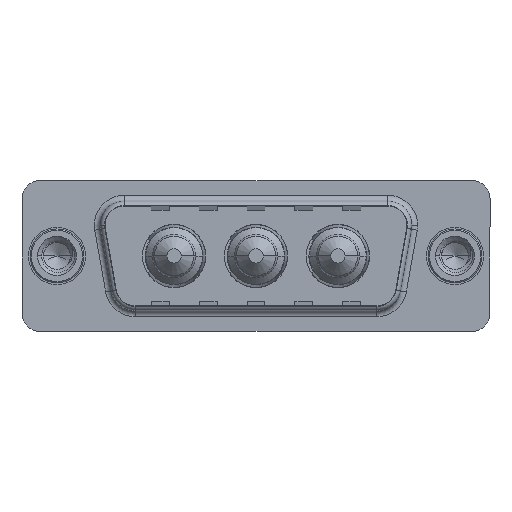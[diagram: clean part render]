
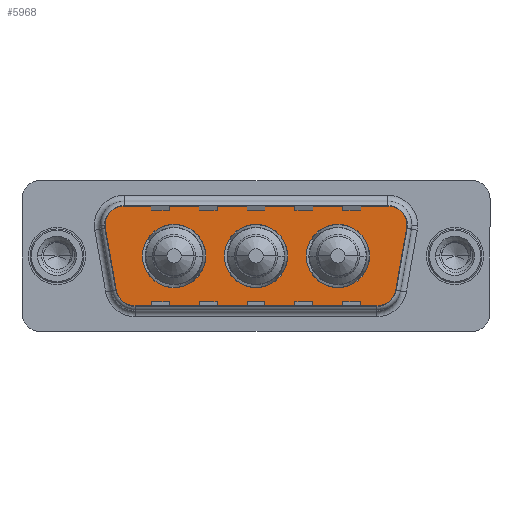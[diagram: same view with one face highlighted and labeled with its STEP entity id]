
A CAD part, top view. The second image highlights one B-rep face of the part: STEP entity #5968.
In plain terms, the highlighted planar face has unit normal (0, 0, 1).
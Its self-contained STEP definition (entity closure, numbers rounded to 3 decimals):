
#5 = CIRCLE ( 'NONE', #8006, 2.65 ) ;
#33 = EDGE_LOOP ( 'NONE', ( #6480, #5598 ) ) ;
#39 = CARTESIAN_POINT ( 'NONE',  ( 9.8, 0., 0. ) ) ;
#143 = CARTESIAN_POINT ( 'NONE',  ( 3.441, 2.553, 0. ) ) ;
#185 = FACE_BOUND ( 'NONE', #2200, .T. ) ;
#324 = DIRECTION ( 'NONE',  ( 0., 0., 1. ) ) ;
#376 = ORIENTED_EDGE ( 'NONE', *, *, #9736, .T. ) ;
#387 = ORIENTED_EDGE ( 'NONE', *, *, #4142, .T. ) ;
#528 = CARTESIAN_POINT ( 'NONE',  ( 9.8, 0., 0. ) ) ;
#531 = VERTEX_POINT ( 'NONE', #3345 ) ;
#701 = VERTEX_POINT ( 'NONE', #4441 ) ;
#735 = CARTESIAN_POINT ( 'NONE',  ( 26.15, 0., 0. ) ) ;
#829 = ORIENTED_EDGE ( 'NONE', *, *, #8160, .T. ) ;
#939 = DIRECTION ( 'NONE',  ( 0., 0., 1. ) ) ;
#1112 = EDGE_CURVE ( 'NONE', #12416, #3910, #6067, .T. ) ;
#1319 = AXIS2_PLACEMENT_3D ( 'NONE', #2236, #10451, #13166 ) ;
#1345 = VECTOR ( 'NONE', #12383, 1000. ) ;
#1491 = DIRECTION ( 'NONE',  ( 1., 0., 0. ) ) ;
#1673 = ORIENTED_EDGE ( 'NONE', *, *, #6276, .F. ) ;
#1762 = LINE ( 'NONE', #7569, #9661 ) ;
#1859 = VERTEX_POINT ( 'NONE', #2709 ) ;
#2062 = DIRECTION ( 'NONE',  ( 1., 0., 0. ) ) ;
#2074 = CARTESIAN_POINT ( 'NONE',  ( 29.859, 2.553, 0. ) ) ;
#2159 = DIRECTION ( 'NONE',  ( 0., 0., 1. ) ) ;
#2185 = CIRCLE ( 'NONE', #6981, 2. ) ;
#2200 = EDGE_LOOP ( 'NONE', ( #7475, #12422 ) ) ;
#2236 = CARTESIAN_POINT ( 'NONE',  ( 23.5, 0., 0. ) ) ;
#2305 = EDGE_CURVE ( 'NONE', #10078, #531, #1762, .T. ) ;
#2539 = VERTEX_POINT ( 'NONE', #8633 ) ;
#2572 = AXIS2_PLACEMENT_3D ( 'NONE', #10762, #4461, #11783 ) ;
#2643 = CIRCLE ( 'NONE', #8882, 2. ) ;
#2658 = ORIENTED_EDGE ( 'NONE', *, *, #2305, .T. ) ;
#2707 = EDGE_CURVE ( 'NONE', #3791, #1859, #6023, .T. ) ;
#2709 = CARTESIAN_POINT ( 'NONE',  ( 20.85, 0., 0. ) ) ;
#2732 = AXIS2_PLACEMENT_3D ( 'NONE', #39, #10854, #11839 ) ;
#2796 = ORIENTED_EDGE ( 'NONE', *, *, #1112, .T. ) ;
#2880 = CARTESIAN_POINT ( 'NONE',  ( 27.889, 2.9, 0. ) ) ;
#2901 = CARTESIAN_POINT ( 'NONE',  ( 19.3, 0., 0. ) ) ;
#2925 = DIRECTION ( 'NONE',  ( 0.174, 0.985, 0. ) ) ;
#2951 = DIRECTION ( 'NONE',  ( -1., 0., 0. ) ) ;
#2993 = DIRECTION ( 'NONE',  ( 0., 0., 1. ) ) ;
#2995 = CARTESIAN_POINT ( 'NONE',  ( 27.889, 2.9, 0. ) ) ;
#3022 = DIRECTION ( 'NONE',  ( 1., 0., 0. ) ) ;
#3034 = DIRECTION ( 'NONE',  ( 0., 0., 1. ) ) ;
#3036 = CARTESIAN_POINT ( 'NONE',  ( 16.65, 0., 0. ) ) ;
#3248 = DIRECTION ( 'NONE',  ( 0., 0., 1. ) ) ;
#3313 = AXIS2_PLACEMENT_3D ( 'NONE', #2880, #3248, #5648 ) ;
#3345 = CARTESIAN_POINT ( 'NONE',  ( 5.411, 4.9, 0. ) ) ;
#3358 = VERTEX_POINT ( 'NONE', #2901 ) ;
#3651 = CARTESIAN_POINT ( 'NONE',  ( 29.859, 2.553, 0. ) ) ;
#3719 = CIRCLE ( 'NONE', #5787, 2.65 ) ;
#3753 = CARTESIAN_POINT ( 'NONE',  ( 6.434, -4.9, 0. ) ) ;
#3791 = VERTEX_POINT ( 'NONE', #735 ) ;
#3817 = VERTEX_POINT ( 'NONE', #9663 ) ;
#3897 = VERTEX_POINT ( 'NONE', #6142 ) ;
#3910 = VERTEX_POINT ( 'NONE', #5800 ) ;
#4050 = EDGE_LOOP ( 'NONE', ( #10850, #1673 ) ) ;
#4057 = CIRCLE ( 'NONE', #2732, 2.65 ) ;
#4142 = EDGE_CURVE ( 'NONE', #9524, #701, #10306, .T. ) ;
#4365 = CARTESIAN_POINT ( 'NONE',  ( 7.15, 0., 0. ) ) ;
#4368 = PLANE ( 'NONE',  #11057 ) ;
#4441 = CARTESIAN_POINT ( 'NONE',  ( 26.866, -4.9, 0. ) ) ;
#4442 = CARTESIAN_POINT ( 'NONE',  ( 27.889, 4.9, 0. ) ) ;
#4461 = DIRECTION ( 'NONE',  ( 0., 0., 1. ) ) ;
#4721 = VECTOR ( 'NONE', #7728, 1000. ) ;
#4780 = DIRECTION ( 'NONE',  ( 1., 0., 0. ) ) ;
#4815 = DIRECTION ( 'NONE',  ( 0., 0., 1. ) ) ;
#4831 = CARTESIAN_POINT ( 'NONE',  ( 26.866, -2.9, 0. ) ) ;
#5467 = ORIENTED_EDGE ( 'NONE', *, *, #11821, .T. ) ;
#5491 = FACE_BOUND ( 'NONE', #4050, .T. ) ;
#5598 = ORIENTED_EDGE ( 'NONE', *, *, #12027, .F. ) ;
#5648 = DIRECTION ( 'NONE',  ( -1., 0., 0. ) ) ;
#5787 = AXIS2_PLACEMENT_3D ( 'NONE', #3036, #3034, #3022 ) ;
#5800 = CARTESIAN_POINT ( 'NONE',  ( 29.889, 2.9, 0. ) ) ;
#5815 = FACE_BOUND ( 'NONE', #33, .T. ) ;
#5837 = EDGE_CURVE ( 'NONE', #11983, #8313, #4057, .T. ) ;
#5968 = ADVANCED_FACE ( 'NONE', ( #185, #5491, #5815, #10756 ), #4368, .T. ) ;
#6023 = CIRCLE ( 'NONE', #1319, 2.65 ) ;
#6067 = CIRCLE ( 'NONE', #3313, 2. ) ;
#6142 = CARTESIAN_POINT ( 'NONE',  ( 28.836, -3.247, 0. ) ) ;
#6276 = EDGE_CURVE ( 'NONE', #1859, #3791, #5, .T. ) ;
#6280 = CARTESIAN_POINT ( 'NONE',  ( 4.464, -3.247, 0. ) ) ;
#6341 = CARTESIAN_POINT ( 'NONE',  ( 5.411, 2.9, 0. ) ) ;
#6434 = LINE ( 'NONE', #143, #1345 ) ;
#6480 = ORIENTED_EDGE ( 'NONE', *, *, #5837, .F. ) ;
#6507 = AXIS2_PLACEMENT_3D ( 'NONE', #2995, #2993, #2951 ) ;
#6838 = EDGE_CURVE ( 'NONE', #701, #3897, #2643, .T. ) ;
#6981 = AXIS2_PLACEMENT_3D ( 'NONE', #6341, #324, #7431 ) ;
#7010 = EDGE_CURVE ( 'NONE', #3817, #3358, #3719, .T. ) ;
#7021 = EDGE_CURVE ( 'NONE', #3910, #10078, #11692, .T. ) ;
#7042 = CARTESIAN_POINT ( 'NONE',  ( 6.434, -2.9, 0. ) ) ;
#7215 = LINE ( 'NONE', #2074, #10310 ) ;
#7297 = AXIS2_PLACEMENT_3D ( 'NONE', #528, #7653, #1491 ) ;
#7431 = DIRECTION ( 'NONE',  ( 1., 0., 0. ) ) ;
#7436 = AXIS2_PLACEMENT_3D ( 'NONE', #7042, #939, #8098 ) ;
#7475 = ORIENTED_EDGE ( 'NONE', *, *, #13196, .F. ) ;
#7513 = CIRCLE ( 'NONE', #7436, 2. ) ;
#7567 = CARTESIAN_POINT ( 'NONE',  ( 12.45, 0., 0. ) ) ;
#7569 = CARTESIAN_POINT ( 'NONE',  ( 5.411, 4.9, 0. ) ) ;
#7653 = DIRECTION ( 'NONE',  ( 0., 0., 1. ) ) ;
#7728 = DIRECTION ( 'NONE',  ( 1., 0., 0. ) ) ;
#8006 = AXIS2_PLACEMENT_3D ( 'NONE', #10062, #10044, #10013 ) ;
#8098 = DIRECTION ( 'NONE',  ( -1., 0., 0. ) ) ;
#8160 = EDGE_CURVE ( 'NONE', #3897, #12416, #7215, .T. ) ;
#8313 = VERTEX_POINT ( 'NONE', #4365 ) ;
#8633 = CARTESIAN_POINT ( 'NONE',  ( 3.441, 2.553, 0. ) ) ;
#8882 = AXIS2_PLACEMENT_3D ( 'NONE', #4831, #4815, #4780 ) ;
#9325 = ORIENTED_EDGE ( 'NONE', *, *, #7021, .T. ) ;
#9477 = EDGE_CURVE ( 'NONE', #531, #2539, #2185, .T. ) ;
#9524 = VERTEX_POINT ( 'NONE', #11637 ) ;
#9661 = VECTOR ( 'NONE', #12887, 1000. ) ;
#9663 = CARTESIAN_POINT ( 'NONE',  ( 14., 0., 0. ) ) ;
#9736 = EDGE_CURVE ( 'NONE', #9929, #9524, #7513, .T. ) ;
#9929 = VERTEX_POINT ( 'NONE', #6280 ) ;
#10013 = DIRECTION ( 'NONE',  ( 1., 0., 0. ) ) ;
#10044 = DIRECTION ( 'NONE',  ( 0., 0., 1. ) ) ;
#10062 = CARTESIAN_POINT ( 'NONE',  ( 23.5, 0., 0. ) ) ;
#10078 = VERTEX_POINT ( 'NONE', #4442 ) ;
#10306 = LINE ( 'NONE', #3753, #4721 ) ;
#10310 = VECTOR ( 'NONE', #2925, 1000. ) ;
#10451 = DIRECTION ( 'NONE',  ( 0., 0., 1. ) ) ;
#10508 = CIRCLE ( 'NONE', #2572, 2.65 ) ;
#10756 = FACE_OUTER_BOUND ( 'NONE', #12661, .T. ) ;
#10762 = CARTESIAN_POINT ( 'NONE',  ( 16.65, 0., 0. ) ) ;
#10850 = ORIENTED_EDGE ( 'NONE', *, *, #2707, .F. ) ;
#10854 = DIRECTION ( 'NONE',  ( 0., 0., 1. ) ) ;
#11057 = AXIS2_PLACEMENT_3D ( 'NONE', #12592, #2159, #2062 ) ;
#11637 = CARTESIAN_POINT ( 'NONE',  ( 6.434, -4.9, 0. ) ) ;
#11692 = CIRCLE ( 'NONE', #6507, 2. ) ;
#11783 = DIRECTION ( 'NONE',  ( 1., 0., 0. ) ) ;
#11821 = EDGE_CURVE ( 'NONE', #2539, #9929, #6434, .T. ) ;
#11839 = DIRECTION ( 'NONE',  ( 1., 0., 0. ) ) ;
#11983 = VERTEX_POINT ( 'NONE', #7567 ) ;
#12027 = EDGE_CURVE ( 'NONE', #8313, #11983, #12113, .T. ) ;
#12113 = CIRCLE ( 'NONE', #7297, 2.65 ) ;
#12198 = ORIENTED_EDGE ( 'NONE', *, *, #9477, .T. ) ;
#12383 = DIRECTION ( 'NONE',  ( 0.174, -0.985, 0. ) ) ;
#12416 = VERTEX_POINT ( 'NONE', #3651 ) ;
#12422 = ORIENTED_EDGE ( 'NONE', *, *, #7010, .F. ) ;
#12592 = CARTESIAN_POINT ( 'NONE',  ( 26.866, -2.9, 0. ) ) ;
#12661 = EDGE_LOOP ( 'NONE', ( #13062, #829, #2796, #9325, #2658, #12198, #5467, #376, #387 ) ) ;
#12887 = DIRECTION ( 'NONE',  ( -1., 0., 0. ) ) ;
#13062 = ORIENTED_EDGE ( 'NONE', *, *, #6838, .T. ) ;
#13166 = DIRECTION ( 'NONE',  ( 1., 0., 0. ) ) ;
#13196 = EDGE_CURVE ( 'NONE', #3358, #3817, #10508, .T. ) ;
